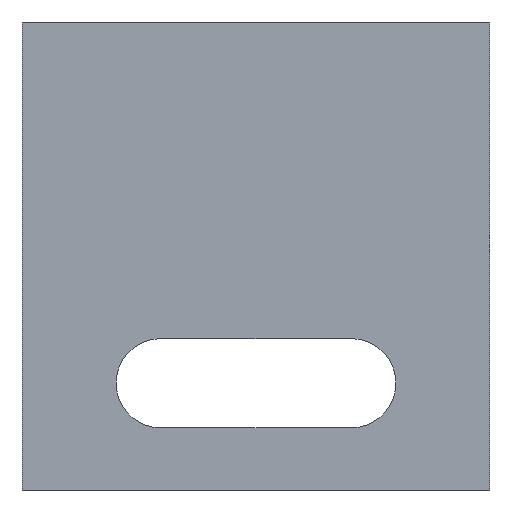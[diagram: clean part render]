
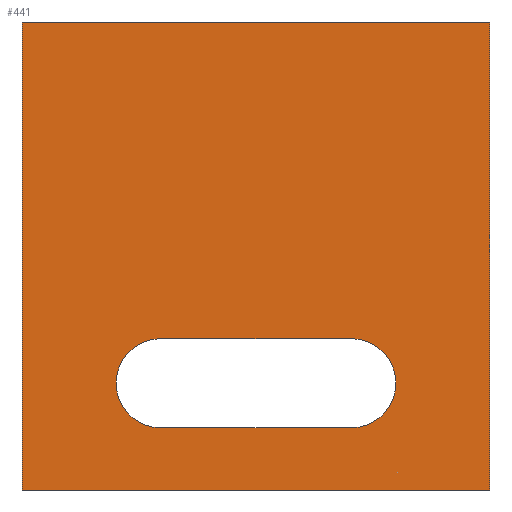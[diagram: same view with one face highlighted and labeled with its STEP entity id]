
A CAD part, front view. The second image highlights one B-rep face of the part: STEP entity #441.
In plain terms, the highlighted planar face has unit normal (0, -1, 0).
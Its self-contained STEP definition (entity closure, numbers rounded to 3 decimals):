
#3 = VERTEX_POINT ( 'NONE', #852 ) ;
#29 = VERTEX_POINT ( 'NONE', #1156 ) ;
#43 = VECTOR ( 'NONE', #1048, 1000. ) ;
#45 = AXIS2_PLACEMENT_3D ( 'NONE', #643, #656, #648 ) ;
#75 = FACE_BOUND ( 'NONE', #83, .T. ) ;
#83 = EDGE_LOOP ( 'NONE', ( #348, #352, #765, #791 ) ) ;
#129 = DIRECTION ( 'NONE',  ( 0., 0., -1. ) ) ;
#155 = LINE ( 'NONE', #748, #1224 ) ;
#166 = LINE ( 'NONE', #657, #43 ) ;
#197 = VERTEX_POINT ( 'NONE', #1246 ) ;
#211 = EDGE_CURVE ( 'NONE', #197, #330, #334, .T. ) ;
#225 = EDGE_CURVE ( 'NONE', #29, #197, #166, .T. ) ;
#229 = CIRCLE ( 'NONE', #570, 7. ) ;
#240 = CARTESIAN_POINT ( 'NONE',  ( -15., -2., -13. ) ) ;
#261 = EDGE_CURVE ( 'NONE', #1072, #29, #1207, .T. ) ;
#269 = PLANE ( 'NONE',  #45 ) ;
#278 = LINE ( 'NONE', #555, #369 ) ;
#293 = DIRECTION ( 'NONE',  ( 0., 0., -1. ) ) ;
#330 = VERTEX_POINT ( 'NONE', #703 ) ;
#334 = LINE ( 'NONE', #1043, #920 ) ;
#339 = ORIENTED_EDGE ( 'NONE', *, *, #261, .T. ) ;
#348 = ORIENTED_EDGE ( 'NONE', *, *, #1240, .F. ) ;
#350 = LINE ( 'NONE', #623, #1002 ) ;
#352 = ORIENTED_EDGE ( 'NONE', *, *, #639, .F. ) ;
#369 = VECTOR ( 'NONE', #467, 1000. ) ;
#391 = ORIENTED_EDGE ( 'NONE', *, *, #1188, .T. ) ;
#392 = CARTESIAN_POINT ( 'NONE',  ( -15., -2., -20. ) ) ;
#441 = ADVANCED_FACE ( 'NONE', ( #628, #75 ), #269, .T. ) ;
#448 = CARTESIAN_POINT ( 'NONE',  ( 15., -2., -13. ) ) ;
#467 = DIRECTION ( 'NONE',  ( -1., 0., 0. ) ) ;
#489 = ORIENTED_EDGE ( 'NONE', *, *, #225, .T. ) ;
#498 = VECTOR ( 'NONE', #129, 1000. ) ;
#555 = CARTESIAN_POINT ( 'NONE',  ( -15., -2., -13. ) ) ;
#570 = AXIS2_PLACEMENT_3D ( 'NONE', #392, #784, #681 ) ;
#604 = VERTEX_POINT ( 'NONE', #779 ) ;
#623 = CARTESIAN_POINT ( 'NONE',  ( 36.8, -2., 36.8 ) ) ;
#628 = FACE_OUTER_BOUND ( 'NONE', #992, .T. ) ;
#631 = CARTESIAN_POINT ( 'NONE',  ( -36.8, -2., 36.8 ) ) ;
#639 = EDGE_CURVE ( 'NONE', #778, #604, #229, .T. ) ;
#643 = CARTESIAN_POINT ( 'NONE',  ( 0., -2., 0. ) ) ;
#648 = DIRECTION ( 'NONE',  ( 0., 0., -1. ) ) ;
#656 = DIRECTION ( 'NONE',  ( 0., -1., 0. ) ) ;
#657 = CARTESIAN_POINT ( 'NONE',  ( -36.8, -2., -36.8 ) ) ;
#681 = DIRECTION ( 'NONE',  ( 0., 0., -1. ) ) ;
#703 = CARTESIAN_POINT ( 'NONE',  ( 36.8, -2., 36.8 ) ) ;
#725 = DIRECTION ( 'NONE',  ( 0., 0., 1. ) ) ;
#748 = CARTESIAN_POINT ( 'NONE',  ( -15., -2., -27. ) ) ;
#765 = ORIENTED_EDGE ( 'NONE', *, *, #872, .F. ) ;
#778 = VERTEX_POINT ( 'NONE', #240 ) ;
#779 = CARTESIAN_POINT ( 'NONE',  ( -15., -2., -27. ) ) ;
#784 = DIRECTION ( 'NONE',  ( 0., -1., 0. ) ) ;
#791 = ORIENTED_EDGE ( 'NONE', *, *, #989, .F. ) ;
#797 = AXIS2_PLACEMENT_3D ( 'NONE', #993, #1081, #293 ) ;
#852 = CARTESIAN_POINT ( 'NONE',  ( 15., -2., -27. ) ) ;
#872 = EDGE_CURVE ( 'NONE', #1225, #778, #278, .T. ) ;
#920 = VECTOR ( 'NONE', #725, 1000. ) ;
#989 = EDGE_CURVE ( 'NONE', #3, #1225, #1228, .T. ) ;
#992 = EDGE_LOOP ( 'NONE', ( #1127, #391, #339, #489 ) ) ;
#993 = CARTESIAN_POINT ( 'NONE',  ( 15., -2., -20. ) ) ;
#1002 = VECTOR ( 'NONE', #1130, 1000. ) ;
#1009 = CARTESIAN_POINT ( 'NONE',  ( -36.8, -2., 36.8 ) ) ;
#1043 = CARTESIAN_POINT ( 'NONE',  ( 36.8, -2., -36.8 ) ) ;
#1048 = DIRECTION ( 'NONE',  ( 1., 0., 0. ) ) ;
#1072 = VERTEX_POINT ( 'NONE', #631 ) ;
#1081 = DIRECTION ( 'NONE',  ( 0., -1., 0. ) ) ;
#1127 = ORIENTED_EDGE ( 'NONE', *, *, #211, .T. ) ;
#1130 = DIRECTION ( 'NONE',  ( -1., 0., 0. ) ) ;
#1156 = CARTESIAN_POINT ( 'NONE',  ( -36.8, -2., -36.8 ) ) ;
#1188 = EDGE_CURVE ( 'NONE', #330, #1072, #350, .T. ) ;
#1207 = LINE ( 'NONE', #1009, #498 ) ;
#1224 = VECTOR ( 'NONE', #1235, 1000. ) ;
#1225 = VERTEX_POINT ( 'NONE', #448 ) ;
#1228 = CIRCLE ( 'NONE', #797, 7. ) ;
#1235 = DIRECTION ( 'NONE',  ( 1., 0., 0. ) ) ;
#1240 = EDGE_CURVE ( 'NONE', #604, #3, #155, .T. ) ;
#1246 = CARTESIAN_POINT ( 'NONE',  ( 36.8, -2., -36.8 ) ) ;
